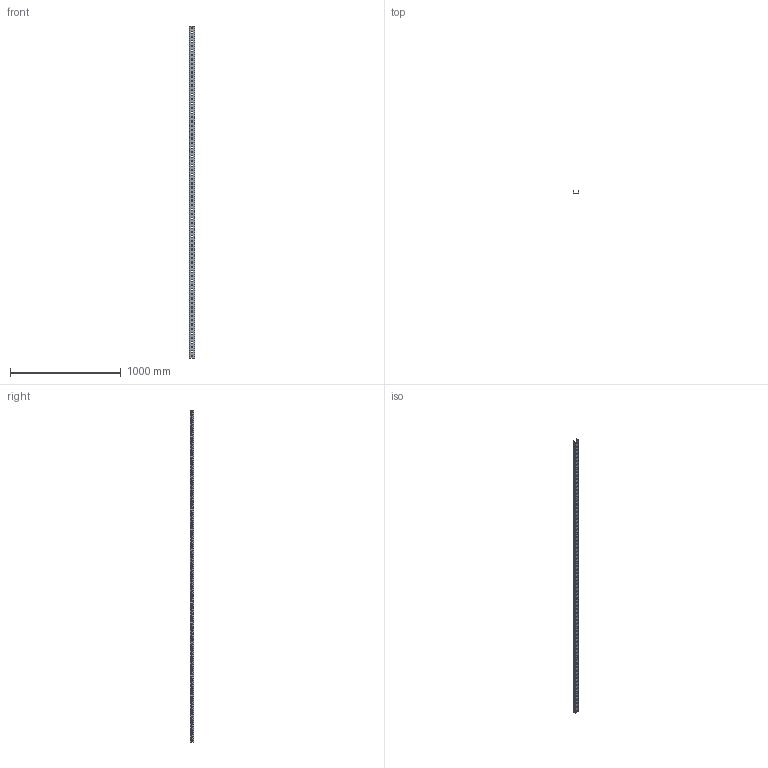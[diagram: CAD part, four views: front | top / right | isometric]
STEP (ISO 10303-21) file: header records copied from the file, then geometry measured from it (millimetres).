
FILE_DESCRIPTION (( 'STEP AP203' ), '1' );
FILE_NAME ('Ïðîôèëü BPF_BPF2904.STEP', '2012-11-16T11:45:21', ( 'Àñååâ' ), ( '' ), 'SwSTEP 2.0', 'SolidWorks 2012', '' );
FILE_SCHEMA (( 'CONFIG_CONTROL_DESIGN' ));
Length unit declared in the file: millimetre
Products named in the file (1): Ïðîôèëü BPF_BPF2904
Bounding box: 48 x 29 x 3000 mm (x, y, z)
Volume: 388540.2 mm3; surface area: 547360.5 mm2
Topology: 1 solids, 1 shells, 1922 faces, 5844 edges, 3924 vertices
Faces by surface type: cylinder 1054, plane 868
Full cylindrical faces by diameter (mm): 8.5 x200
Entity records: 65525 total; most frequent: DIRECTION 11498, CARTESIAN_POINT 11291, ORIENTED_EDGE 11088, EDGE_CURVE 5544, AXIS2_PLACEMENT_3D 4031, VERTEX_POINT 3824, LINE 3436, VECTOR 3436
